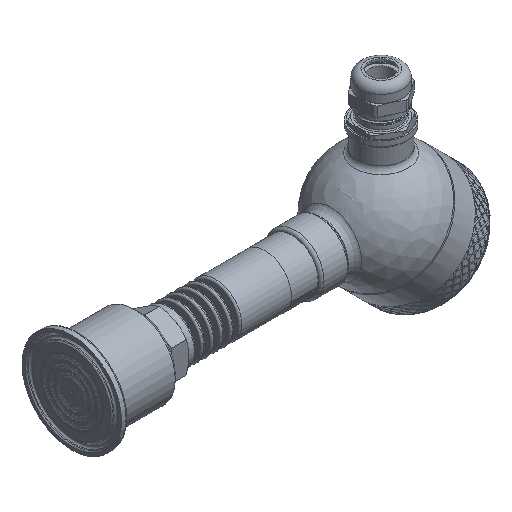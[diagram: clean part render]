
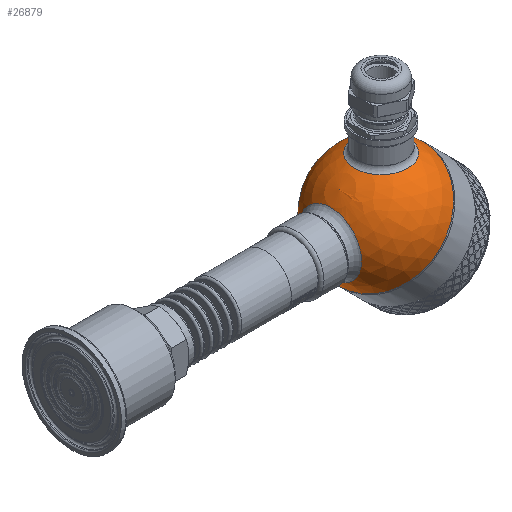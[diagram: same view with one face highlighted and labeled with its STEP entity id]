
A CAD part, isometric view. The second image highlights one B-rep face of the part: STEP entity #26879.
In plain terms, the highlighted spherical face has radius 30 mm.
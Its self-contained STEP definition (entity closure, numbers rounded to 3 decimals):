
#140=SPHERICAL_SURFACE('',#28832,30.);
#1280=FACE_BOUND('',#4407,.T.);
#1281=FACE_BOUND('',#4408,.T.);
#2632=FACE_OUTER_BOUND('',#4406,.T.);
#4406=EDGE_LOOP('',(#21266,#21267,#21268,#21269));
#4407=EDGE_LOOP('',(#21270));
#4408=EDGE_LOOP('',(#21271));
#6011=CIRCLE('',#28829,15.643);
#6014=CIRCLE('',#28833,30.);
#6015=CIRCLE('',#28834,30.);
#6016=CIRCLE('',#28835,30.);
#6017=CIRCLE('',#28836,13.5);
#11600=VERTEX_POINT('',#56647);
#11602=VERTEX_POINT('',#56653);
#11603=VERTEX_POINT('',#56654);
#11604=VERTEX_POINT('',#56656);
#11605=VERTEX_POINT('',#56659);
#15074=EDGE_CURVE('',#11600,#11600,#6011,.T.);
#15077=EDGE_CURVE('',#11602,#11603,#6014,.T.);
#15078=EDGE_CURVE('',#11602,#11604,#6015,.T.);
#15079=EDGE_CURVE('',#11603,#11602,#6016,.T.);
#15080=EDGE_CURVE('',#11605,#11605,#6017,.T.);
#21266=ORIENTED_EDGE('',*,*,#15077,.F.);
#21267=ORIENTED_EDGE('',*,*,#15078,.T.);
#21268=ORIENTED_EDGE('',*,*,#15078,.F.);
#21269=ORIENTED_EDGE('',*,*,#15079,.F.);
#21270=ORIENTED_EDGE('',*,*,#15074,.F.);
#21271=ORIENTED_EDGE('',*,*,#15080,.F.);
#26879=ADVANCED_FACE('',(#2632,#1280,#1281),#140,.T.);
#28829=AXIS2_PLACEMENT_3D('',#56648,#31640,#31641);
#28832=AXIS2_PLACEMENT_3D('',#56652,#31646,#31647);
#28833=AXIS2_PLACEMENT_3D('',#56655,#31648,#31649);
#28834=AXIS2_PLACEMENT_3D('',#56657,#31650,#31651);
#28835=AXIS2_PLACEMENT_3D('',#56658,#31652,#31653);
#28836=AXIS2_PLACEMENT_3D('',#56660,#31654,#31655);
#31640=DIRECTION('center_axis',(-0.707,0.,0.707));
#31641=DIRECTION('ref_axis',(0.707,0.,0.707));
#31646=DIRECTION('center_axis',(1.,0.,0.));
#31647=DIRECTION('ref_axis',(0.,-1.,0.));
#31648=DIRECTION('center_axis',(1.,0.,0.));
#31649=DIRECTION('ref_axis',(0.,1.,0.));
#31650=DIRECTION('center_axis',(0.,0.,1.));
#31651=DIRECTION('ref_axis',(0.,1.,0.));
#31652=DIRECTION('center_axis',(1.,0.,0.));
#31653=DIRECTION('ref_axis',(0.,1.,0.));
#31654=DIRECTION('center_axis',(-0.707,0.,-0.707));
#31655=DIRECTION('ref_axis',(-0.707,0.,0.707));
#56647=CARTESIAN_POINT('',(-29.162,0.,7.04));
#56648=CARTESIAN_POINT('Origin',(-18.101,0.,18.101));
#56652=CARTESIAN_POINT('Origin',(0.,0.,0.));
#56653=CARTESIAN_POINT('',(0.,30.,0.));
#56654=CARTESIAN_POINT('',(0.,-30.,0.));
#56655=CARTESIAN_POINT('Origin',(0.,0.,0.));
#56656=CARTESIAN_POINT('',(-30.,0.,0.));
#56657=CARTESIAN_POINT('Origin',(0.,0.,0.));
#56658=CARTESIAN_POINT('Origin',(0.,0.,0.));
#56659=CARTESIAN_POINT('',(-9.398,0.,-28.49));
#56660=CARTESIAN_POINT('Origin',(-18.944,0.,-18.944));
